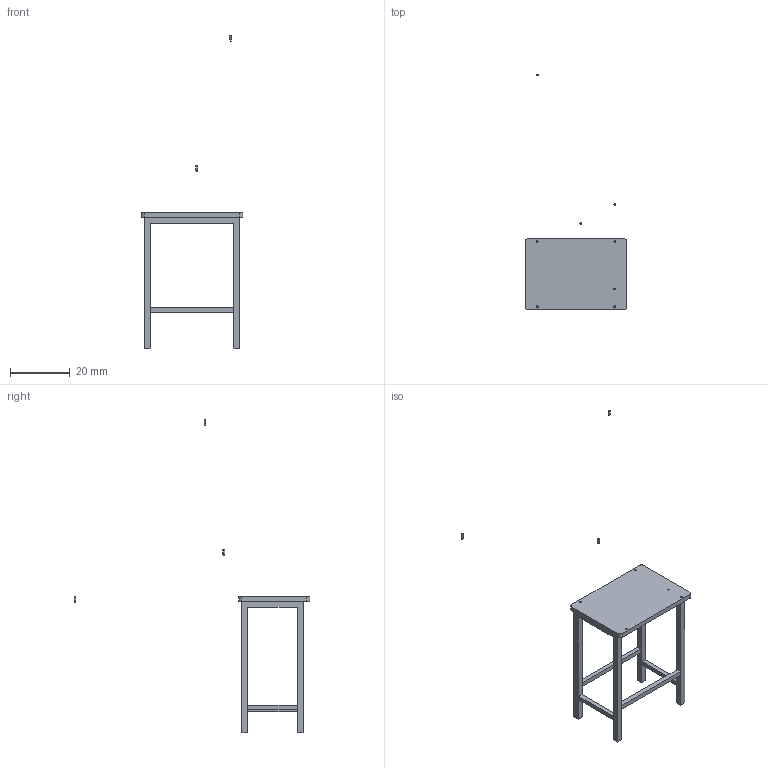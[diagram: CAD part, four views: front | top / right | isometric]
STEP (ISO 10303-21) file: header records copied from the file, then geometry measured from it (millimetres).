
FILE_DESCRIPTION (( 'STEP AP214' ), '1' );
FILE_NAME ('蚾饜极脾赽軞.STEP', '2025-01-17T14:57:38', ( '' ), ( '' ), 'SwSTEP 2.0', 'SolidWorks 2024', '' );
FILE_SCHEMA (( 'AUTOMOTIVE_DESIGN' ));
Length unit declared in the file: millimetre
Products named in the file (6): 装配体凳子总; 凳子零件9; 凳子零件10; 凳子零件11; 凳子零件12; 9
Assembly tree (5 placements, depth 2):
  装配体凳子总
    9
    凳子零件10
    凳子零件11
    凳子零件12
    凳子零件9
Bounding box: 34 x 78.89 x 104.95 mm (x, y, z)
Volume: 2576.9 mm3; surface area: 4089.2 mm2
Topology: 5 solids, 5 shells, 88 faces, 208 edges, 133 vertices
Faces by surface type: plane 60, cylinder 28
Entity records: 2731 total; most frequent: DIRECTION 456, CARTESIAN_POINT 437, ORIENTED_EDGE 416, EDGE_CURVE 208, LINE 152, VECTOR 152, AXIS2_PLACEMENT_3D 152, VERTEX_POINT 133
